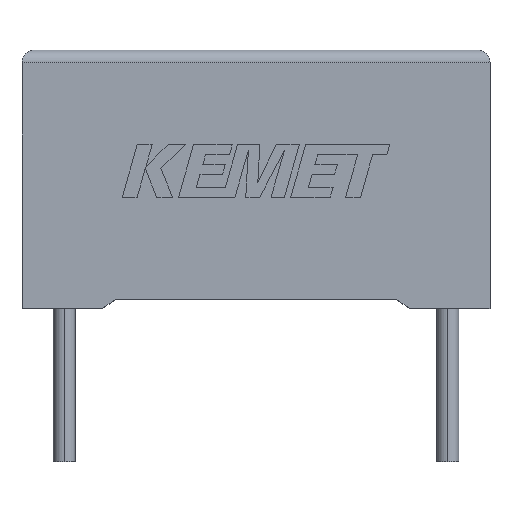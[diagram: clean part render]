
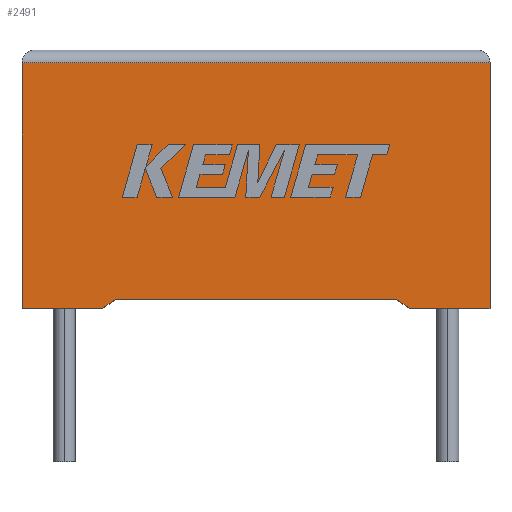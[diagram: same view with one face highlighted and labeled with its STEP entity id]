
A CAD part, top view. The second image highlights one B-rep face of the part: STEP entity #2491.
In plain terms, the highlighted planar face has unit normal (0, 0, 1).
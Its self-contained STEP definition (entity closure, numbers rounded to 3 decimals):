
#12 = VERTEX_POINT ( 'NONE', #2556 ) ;
#48 = EDGE_CURVE ( 'NONE', #2441, #1556, #2917, .T. ) ;
#119 = VERTEX_POINT ( 'NONE', #2329 ) ;
#176 = CARTESIAN_POINT ( 'NONE',  ( 14.642, 0.348, 4.2 ) ) ;
#273 = CARTESIAN_POINT ( 'NONE',  ( 0., 0., 4.2 ) ) ;
#341 = DIRECTION ( 'NONE',  ( -1., 0., 0. ) ) ;
#414 = LINE ( 'NONE', #875, #1126 ) ;
#436 = ORIENTED_EDGE ( 'NONE', *, *, #930, .T. ) ;
#491 = EDGE_CURVE ( 'NONE', #2360, #1076, #944, .T. ) ;
#514 = CARTESIAN_POINT ( 'NONE',  ( 0., 0., 4.2 ) ) ;
#524 = CARTESIAN_POINT ( 'NONE',  ( 9.15, 0.348, 4.2 ) ) ;
#591 = VERTEX_POINT ( 'NONE', #176 ) ;
#603 = VECTOR ( 'NONE', #2090, 1000. ) ;
#636 = CARTESIAN_POINT ( 'NONE',  ( 18.3, 0., 4.2 ) ) ;
#673 = EDGE_CURVE ( 'NONE', #591, #2360, #1013, .T. ) ;
#691 = VECTOR ( 'NONE', #2288, 1000. ) ;
#753 = FACE_OUTER_BOUND ( 'NONE', #3014, .T. ) ;
#760 = EDGE_CURVE ( 'NONE', #119, #2606, #1029, .T. ) ;
#772 = DIRECTION ( 'NONE',  ( 1., 0., 0. ) ) ;
#800 = DIRECTION ( 'NONE',  ( 1., 0., 0. ) ) ;
#833 = EDGE_CURVE ( 'NONE', #1556, #12, #414, .T. ) ;
#837 = VECTOR ( 'NONE', #2006, 1000. ) ;
#859 = VECTOR ( 'NONE', #1326, 1000. ) ;
#875 = CARTESIAN_POINT ( 'NONE',  ( 0., 0., 4.2 ) ) ;
#930 = EDGE_CURVE ( 'NONE', #2606, #2441, #1363, .T. ) ;
#944 = LINE ( 'NONE', #3008, #691 ) ;
#955 = LINE ( 'NONE', #273, #1187 ) ;
#971 = ORIENTED_EDGE ( 'NONE', *, *, #673, .F. ) ;
#1013 = LINE ( 'NONE', #524, #1085 ) ;
#1029 = LINE ( 'NONE', #1758, #2151 ) ;
#1076 = VERTEX_POINT ( 'NONE', #1950 ) ;
#1085 = VECTOR ( 'NONE', #1523, 1000. ) ;
#1096 = CARTESIAN_POINT ( 'NONE',  ( 0., 9.6, 4.2 ) ) ;
#1109 = CARTESIAN_POINT ( 'NONE',  ( 3.658, 0.348, 4.2 ) ) ;
#1126 = VECTOR ( 'NONE', #2048, 1000. ) ;
#1154 = CARTESIAN_POINT ( 'NONE',  ( 18.3, 0., 4.2 ) ) ;
#1174 = ORIENTED_EDGE ( 'NONE', *, *, #833, .T. ) ;
#1187 = VECTOR ( 'NONE', #772, 1000. ) ;
#1204 = ORIENTED_EDGE ( 'NONE', *, *, #2303, .T. ) ;
#1233 = DIRECTION ( 'NONE',  ( 0., 0., -1. ) ) ;
#1326 = DIRECTION ( 'NONE',  ( 0.825, -0.565, 0. ) ) ;
#1350 = EDGE_CURVE ( 'NONE', #12, #1076, #955, .T. ) ;
#1363 = LINE ( 'NONE', #1154, #603 ) ;
#1508 = ORIENTED_EDGE ( 'NONE', *, *, #760, .T. ) ;
#1523 = DIRECTION ( 'NONE',  ( -1., 0., 0. ) ) ;
#1556 = VERTEX_POINT ( 'NONE', #2312 ) ;
#1758 = CARTESIAN_POINT ( 'NONE',  ( 0., 0., 4.2 ) ) ;
#1780 = LINE ( 'NONE', #2725, #859 ) ;
#1912 = CARTESIAN_POINT ( 'NONE',  ( 18.3, 9.6, 4.2 ) ) ;
#1950 = CARTESIAN_POINT ( 'NONE',  ( 3.15, 0., 4.2 ) ) ;
#2006 = DIRECTION ( 'NONE',  ( -1., 0., 0. ) ) ;
#2022 = ORIENTED_EDGE ( 'NONE', *, *, #1350, .T. ) ;
#2048 = DIRECTION ( 'NONE',  ( 0., -1., 0. ) ) ;
#2090 = DIRECTION ( 'NONE',  ( 0., 1., 0. ) ) ;
#2151 = VECTOR ( 'NONE', #800, 1000. ) ;
#2288 = DIRECTION ( 'NONE',  ( -0.825, -0.565, 0. ) ) ;
#2303 = EDGE_CURVE ( 'NONE', #591, #119, #1780, .T. ) ;
#2312 = CARTESIAN_POINT ( 'NONE',  ( 0., 9.6, 4.2 ) ) ;
#2329 = CARTESIAN_POINT ( 'NONE',  ( 15.15, 0., 4.2 ) ) ;
#2360 = VERTEX_POINT ( 'NONE', #1109 ) ;
#2441 = VERTEX_POINT ( 'NONE', #1912 ) ;
#2491 = ADVANCED_FACE ( 'NONE', ( #753 ), #2643, .F. ) ;
#2556 = CARTESIAN_POINT ( 'NONE',  ( 0., 0., 4.2 ) ) ;
#2606 = VERTEX_POINT ( 'NONE', #636 ) ;
#2643 = PLANE ( 'NONE',  #2857 ) ;
#2679 = ORIENTED_EDGE ( 'NONE', *, *, #491, .F. ) ;
#2725 = CARTESIAN_POINT ( 'NONE',  ( 15.15, 0., 4.2 ) ) ;
#2826 = ORIENTED_EDGE ( 'NONE', *, *, #48, .T. ) ;
#2857 = AXIS2_PLACEMENT_3D ( 'NONE', #514, #1233, #341 ) ;
#2917 = LINE ( 'NONE', #1096, #837 ) ;
#3008 = CARTESIAN_POINT ( 'NONE',  ( 3.15, 0., 4.2 ) ) ;
#3014 = EDGE_LOOP ( 'NONE', ( #436, #2826, #1174, #2022, #2679, #971, #1204, #1508 ) ) ;
